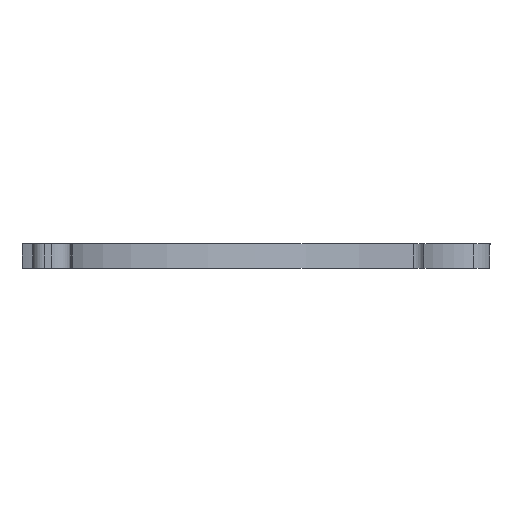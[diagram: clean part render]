
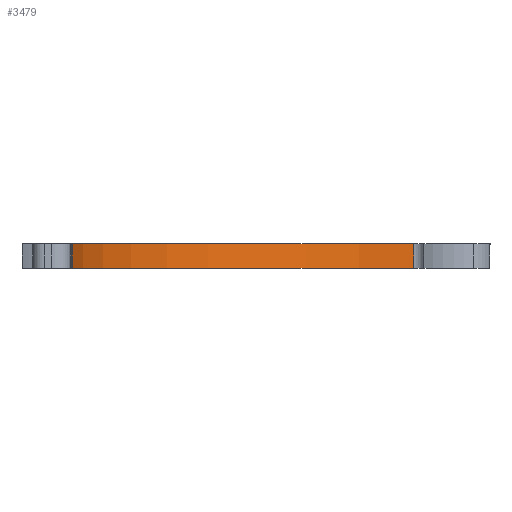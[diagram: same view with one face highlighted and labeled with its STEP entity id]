
A CAD part, front view. The second image highlights one B-rep face of the part: STEP entity #3479.
In plain terms, the highlighted cylindrical face has radius 26.9 mm (diameter 53.8 mm), a partial arc.
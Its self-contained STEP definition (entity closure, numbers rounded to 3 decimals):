
#1347=CARTESIAN_POINT('',(0.,0.,-2.));
#1348=DIRECTION('',(0.,0.,1.));
#1349=DIRECTION('',(0.048,0.999,0.));
#1350=AXIS2_PLACEMENT_3D('',#1347,#1348,#1349);
#1352=CARTESIAN_POINT('',(0.,0.,0.));
#1353=DIRECTION('',(0.,0.,-1.));
#1354=DIRECTION('',(-0.992,0.126,0.));
#1355=AXIS2_PLACEMENT_3D('',#1352,#1353,#1354);
#1357=DIRECTION('',(0.,0.,-1.));
#1358=VECTOR('',#1357,2.);
#1359=CARTESIAN_POINT('',(1.295,26.869,0.));
#1360=LINE('',#1359,#1358);
#1379=DIRECTION('',(0.,0.,-1.));
#1380=VECTOR('',#1379,2.);
#1381=CARTESIAN_POINT('',(-26.686,3.39,0.));
#1382=LINE('',#1381,#1380);
#1769=CARTESIAN_POINT('',(1.295,26.869,0.));
#1770=CARTESIAN_POINT('',(1.295,26.869,-2.));
#1771=VERTEX_POINT('',#1769);
#1772=VERTEX_POINT('',#1770);
#1773=CARTESIAN_POINT('',(-26.686,3.39,0.));
#1774=CARTESIAN_POINT('',(-26.686,3.39,-2.));
#1775=VERTEX_POINT('',#1773);
#1776=VERTEX_POINT('',#1774);
#3466=CARTESIAN_POINT('',(0.,0.,-2.));
#3467=DIRECTION('',(0.,0.,-1.));
#3468=DIRECTION('',(-1.,0.,0.));
#3469=AXIS2_PLACEMENT_3D('',#3466,#3467,#3468);
#3470=CYLINDRICAL_SURFACE('',#3469,26.9);
#3471=ORIENTED_EDGE('',*,*,#2232,.T.);
#3473=ORIENTED_EDGE('',*,*,#3472,.F.);
#3474=ORIENTED_EDGE('',*,*,#1806,.T.);
#3476=ORIENTED_EDGE('',*,*,#3475,.T.);
#3477=EDGE_LOOP('',(#3471,#3473,#3474,#3476));
#3478=FACE_OUTER_BOUND('',#3477,.F.);
#3479=ADVANCED_FACE('',(#3478),#3470,.F.);
#1351=CIRCLE('',#1350,26.9);
#1356=CIRCLE('',#1355,26.9);
#1806=EDGE_CURVE('',#1775,#1771,#1356,.T.);
#2232=EDGE_CURVE('',#1772,#1776,#1351,.T.);
#3472=EDGE_CURVE('',#1775,#1776,#1382,.T.);
#3475=EDGE_CURVE('',#1771,#1772,#1360,.T.);
